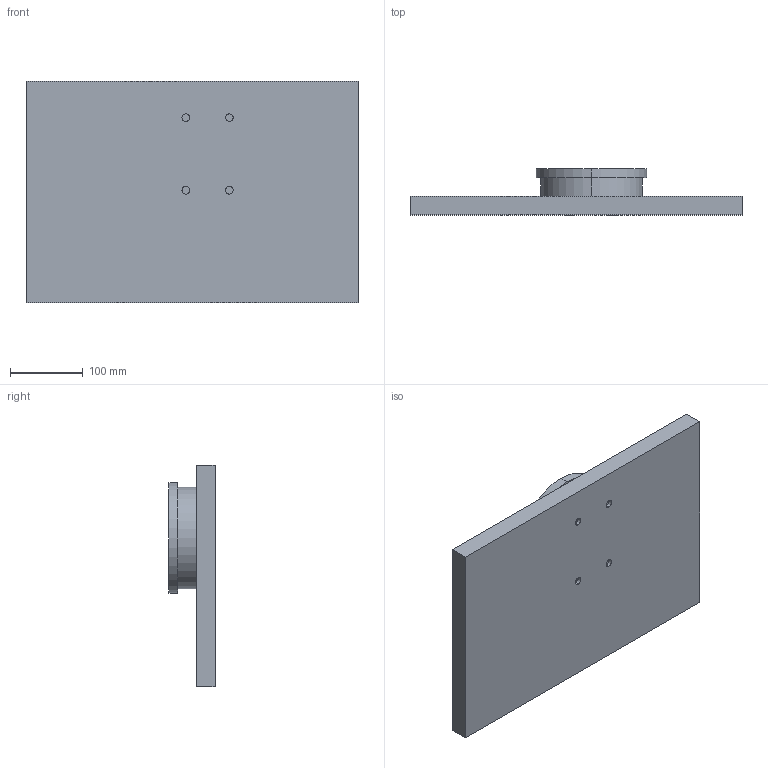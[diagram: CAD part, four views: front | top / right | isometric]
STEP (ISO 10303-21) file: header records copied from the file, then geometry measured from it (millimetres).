
FILE_DESCRIPTION (( 'STEP AP203' ), '1' );
FILE_NAME ('BaseAssembly.STEP', '2012-06-04T18:25:26', ( '' ), ( '' ), 'SwSTEP 2.0', 'SolidWorks 2010', '' );
FILE_SCHEMA (( 'CONFIG_CONTROL_DESIGN' ));
Length unit declared in the file: millimetre
Products named in the file (4): BaseAssembly; Baseplate; BaseDisc; LongScrew
Assembly tree (6 placements, depth 2):
  BaseAssembly
    LongScrew  x4
    BaseDisc
    Baseplate
Bounding box: 457.2 x 63.5 x 304.8 mm (x, y, z)
Volume: 4143453.4 mm3; surface area: 395806.9 mm2
Topology: 6 solids, 6 shells, 77 faces, 168 edges, 112 vertices
Faces by surface type: cylinder 52, plane 25
Entity records: 2214 total; most frequent: DIRECTION 342, CARTESIAN_POINT 285, ORIENTED_EDGE 264, AXIS2_PLACEMENT_3D 145, EDGE_CURVE 132, VERTEX_POINT 88, EDGE_LOOP 86, CIRCLE 80
